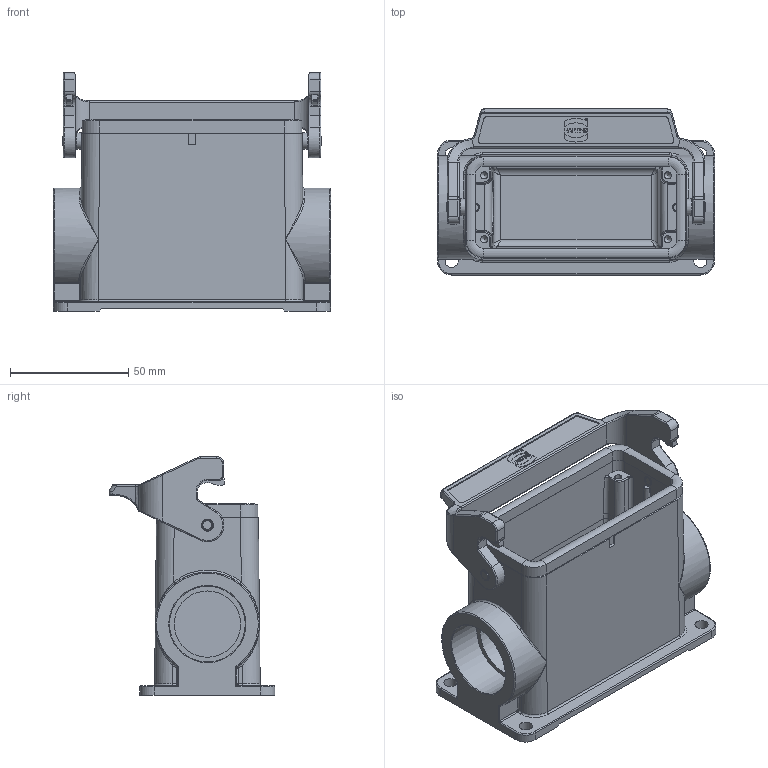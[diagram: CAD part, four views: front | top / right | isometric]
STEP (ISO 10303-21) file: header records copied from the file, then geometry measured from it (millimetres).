
FILE_DESCRIPTION(/* description */ (''),/* implementation_level */ '2;1');
FILE_NAME(/* name */ '100095390ugm000_d.stp',/* time_stamp */ '2017-11-06T08:54:31+01:00',/* author */ (''),/* organization */ (''),/* preprocessor_version */ 'ST-DEVELOPER v16',/* originating_system */ 'SIEMENS PLM Software NX 10.0',/* authorisation */ '');
FILE_SCHEMA (('AUTOMOTIVE_DESIGN { 1 0 10303 214 3 1 1 1 }'));
Length unit declared in the file: millimetre
Products named in the file (1): 100095390ugm000_d
Bounding box: 117 x 70 x 100.6 mm (x, y, z)
Volume: 156804.2 mm3; surface area: 68093.7 mm2
Topology: 2 solids, 2 shells, 638 faces, 2206 edges, 2147 vertices
Faces by surface type: plane 304, cylinder 203, bspline 88, torus 30, cone 13
Full cylindrical faces by diameter (mm): 0.95 x1, 1.05 x1, 3 x4, 4 x2, 4.8 x2, 5.1 x2, 5.6 x4, 7 x2, 27.6 x1, 28 x1, 30.6 x1, 32 x1
Entity records: 31315 total; most frequent: CARTESIAN_POINT 8552, DIRECTION 3183, ORIENTED_EDGE 3172, EDGE_CURVE 1586, PRESENTATION_STYLE_ASSIGNMENT 1199, AXIS2_PLACEMENT_3D 1065, LINE 1053, VECTOR 1053
